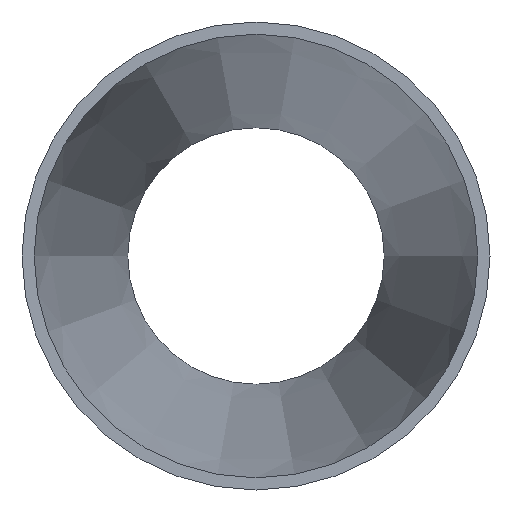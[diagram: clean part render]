
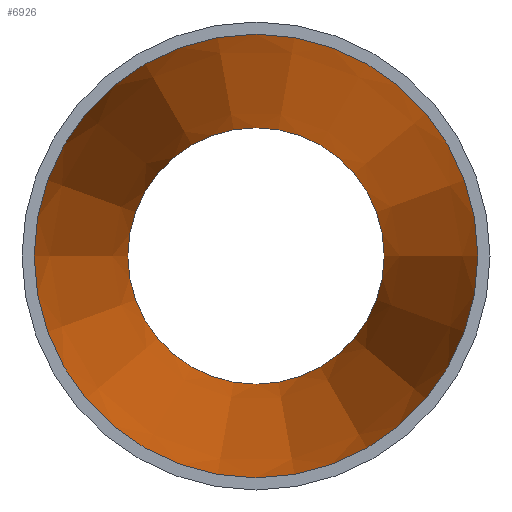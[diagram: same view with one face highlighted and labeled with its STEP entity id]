
A CAD part, left-side view. The second image highlights one B-rep face of the part: STEP entity #6926.
In plain terms, the highlighted conical face has half-angle 7.125 degrees and reference radius 23.749 mm.
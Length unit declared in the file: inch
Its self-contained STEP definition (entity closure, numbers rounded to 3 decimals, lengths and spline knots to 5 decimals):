
#97=FACE_BOUND('',#1233,.T.);
#818=FACE_OUTER_BOUND('',#1232,.T.);
#1232=EDGE_LOOP('',(#6480));
#1233=EDGE_LOOP('',(#6481));
#2355=CIRCLE('',#7309,0.685);
#2356=CIRCLE('',#7311,1.185);
#3397=VERTEX_POINT('',#15159);
#3398=VERTEX_POINT('',#15162);
#4427=EDGE_CURVE('',#3397,#3397,#2355,.T.);
#4428=EDGE_CURVE('',#3398,#3398,#2356,.T.);
#6480=ORIENTED_EDGE('',*,*,#4428,.F.);
#6481=ORIENTED_EDGE('',*,*,#4427,.T.);
#6522=CONICAL_SURFACE('',#7310,0.935,7.125);
#6926=ADVANCED_FACE('',(#818,#97),#6522,.F.);
#7309=AXIS2_PLACEMENT_3D('',#15160,#8562,#8563);
#7310=AXIS2_PLACEMENT_3D('',#15161,#8564,#8565);
#7311=AXIS2_PLACEMENT_3D('',#15163,#8566,#8567);
#8562=DIRECTION('center_axis',(1.,0.,0.));
#8563=DIRECTION('ref_axis',(0.,-1.,0.));
#8564=DIRECTION('center_axis',(-1.,0.,0.));
#8565=DIRECTION('ref_axis',(0.,-1.,0.));
#8566=DIRECTION('center_axis',(1.,0.,0.));
#8567=DIRECTION('ref_axis',(0.,-1.,0.));
#15159=CARTESIAN_POINT('',(4.,-0.685,0.));
#15160=CARTESIAN_POINT('Origin',(4.,0.,0.));
#15161=CARTESIAN_POINT('Origin',(2.,0.,0.));
#15162=CARTESIAN_POINT('',(0.,-1.185,0.));
#15163=CARTESIAN_POINT('Origin',(0.,0.,0.));
